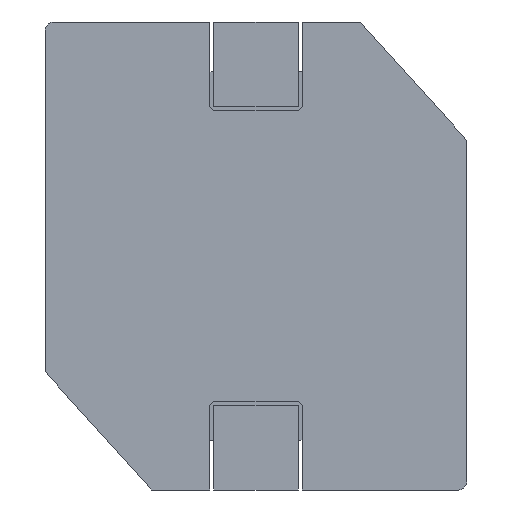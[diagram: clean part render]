
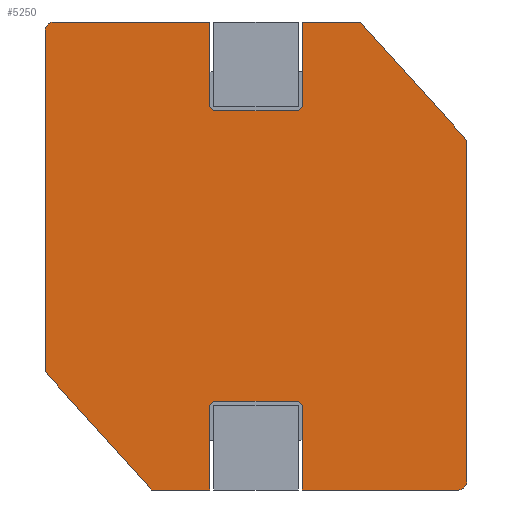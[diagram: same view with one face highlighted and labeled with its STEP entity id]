
A CAD part, front view. The second image highlights one B-rep face of the part: STEP entity #5250.
In plain terms, the highlighted planar face has unit normal (0, -1, 0).
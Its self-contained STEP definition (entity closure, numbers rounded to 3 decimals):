
#25=DIRECTION('',(0.669,0.,-0.743));
#26=VECTOR('',#25,1.161);
#27=CARTESIAN_POINT('',(2.476,0.,5.55));
#28=LINE('',#27,#26);
#29=DIRECTION('',(0.669,0.,-0.743));
#30=VECTOR('',#29,2.61);
#31=CARTESIAN_POINT('',(3.253,0.,4.687));
#32=LINE('',#31,#30);
#33=CARTESIAN_POINT('',(4.8,0.,-5.35));
#34=DIRECTION('',(0.,-1.,0.));
#35=DIRECTION('',(0.,0.,-1.));
#36=AXIS2_PLACEMENT_3D('',#33,#34,#35);
#38=DIRECTION('',(0.,0.,1.));
#39=VECTOR('',#38,2.);
#40=CARTESIAN_POINT('',(1.1,0.,-5.55));
#41=LINE('',#40,#39);
#42=DIRECTION('',(0.707,0.,-0.707));
#43=VECTOR('',#42,0.141);
#44=CARTESIAN_POINT('',(1.,0.,-3.45));
#45=LINE('',#44,#43);
#46=DIRECTION('',(1.,0.,0.));
#47=VECTOR('',#46,2.);
#48=CARTESIAN_POINT('',(-1.,0.,-3.45));
#49=LINE('',#48,#47);
#50=DIRECTION('',(0.707,0.,0.707));
#51=VECTOR('',#50,0.141);
#52=CARTESIAN_POINT('',(-1.1,0.,-3.55));
#53=LINE('',#52,#51);
#54=DIRECTION('',(0.,0.,1.));
#55=VECTOR('',#54,2.);
#56=CARTESIAN_POINT('',(-1.1,0.,-5.55));
#57=LINE('',#56,#55);
#58=DIRECTION('',(-0.669,0.,0.743));
#59=VECTOR('',#58,1.161);
#60=CARTESIAN_POINT('',(-2.476,0.,-5.55));
#61=LINE('',#60,#59);
#62=DIRECTION('',(-0.669,0.,0.743));
#63=VECTOR('',#62,2.61);
#64=CARTESIAN_POINT('',(-3.253,0.,-4.687));
#65=LINE('',#64,#63);
#66=CARTESIAN_POINT('',(-4.8,0.,5.35));
#67=DIRECTION('',(0.,-1.,0.));
#68=DIRECTION('',(0.,0.,1.));
#69=AXIS2_PLACEMENT_3D('',#66,#67,#68);
#71=DIRECTION('',(0.,0.,-1.));
#72=VECTOR('',#71,2.);
#73=CARTESIAN_POINT('',(-1.1,0.,5.55));
#74=LINE('',#73,#72);
#75=DIRECTION('',(-0.707,0.,0.707));
#76=VECTOR('',#75,0.141);
#77=CARTESIAN_POINT('',(-1.,0.,3.45));
#78=LINE('',#77,#76);
#79=DIRECTION('',(-1.,0.,0.));
#80=VECTOR('',#79,2.);
#81=CARTESIAN_POINT('',(1.,0.,3.45));
#82=LINE('',#81,#80);
#83=DIRECTION('',(-0.707,0.,-0.707));
#84=VECTOR('',#83,0.141);
#85=CARTESIAN_POINT('',(1.1,0.,3.55));
#86=LINE('',#85,#84);
#87=DIRECTION('',(0.,0.,-1.));
#88=VECTOR('',#87,2.);
#89=CARTESIAN_POINT('',(1.1,0.,5.55));
#90=LINE('',#89,#88);
#4772=DIRECTION('',(-1.,0.,0.));
#4773=VECTOR('',#4772,3.7);
#4774=CARTESIAN_POINT('',(-1.1,0.,5.55));
#4775=LINE('',#4774,#4773);
#4780=DIRECTION('',(-1.,0.,0.));
#4781=VECTOR('',#4780,1.376);
#4782=CARTESIAN_POINT('',(2.476,0.,5.55));
#4783=LINE('',#4782,#4781);
#4836=DIRECTION('',(0.,0.,-1.));
#4837=VECTOR('',#4836,8.098);
#4838=CARTESIAN_POINT('',(-5.,0.,5.35));
#4839=LINE('',#4838,#4837);
#4876=DIRECTION('',(1.,0.,0.));
#4877=VECTOR('',#4876,3.7);
#4878=CARTESIAN_POINT('',(1.1,0.,-5.55));
#4879=LINE('',#4878,#4877);
#4884=DIRECTION('',(1.,0.,0.));
#4885=VECTOR('',#4884,1.376);
#4886=CARTESIAN_POINT('',(-2.476,0.,-5.55));
#4887=LINE('',#4886,#4885);
#4952=DIRECTION('',(0.,0.,1.));
#4953=VECTOR('',#4952,8.098);
#4954=CARTESIAN_POINT('',(5.,0.,-5.35));
#4955=LINE('',#4954,#4953);
#4974=CARTESIAN_POINT('',(-3.253,0.,-4.687));
#4975=CARTESIAN_POINT('',(-5.,0.,-2.748));
#4976=VERTEX_POINT('',#4974);
#4977=VERTEX_POINT('',#4975);
#4978=CARTESIAN_POINT('',(3.253,0.,4.687));
#4979=CARTESIAN_POINT('',(5.,0.,2.748));
#4980=VERTEX_POINT('',#4978);
#4981=VERTEX_POINT('',#4979);
#4992=CARTESIAN_POINT('',(-4.8,0.,5.55));
#4993=CARTESIAN_POINT('',(-5.,0.,5.35));
#4994=VERTEX_POINT('',#4992);
#4995=VERTEX_POINT('',#4993);
#5000=CARTESIAN_POINT('',(4.8,0.,-5.55));
#5001=CARTESIAN_POINT('',(5.,0.,-5.35));
#5002=VERTEX_POINT('',#5000);
#5003=VERTEX_POINT('',#5001);
#5070=CARTESIAN_POINT('',(-2.476,0.,-5.55));
#5071=VERTEX_POINT('',#5070);
#5072=CARTESIAN_POINT('',(2.476,0.,5.55));
#5073=VERTEX_POINT('',#5072);
#5080=CARTESIAN_POINT('',(1.1,0.,5.55));
#5081=VERTEX_POINT('',#5080);
#5084=CARTESIAN_POINT('',(-1.1,0.,-5.55));
#5085=VERTEX_POINT('',#5084);
#5127=CARTESIAN_POINT('',(-1.1,0.,-3.55));
#5128=VERTEX_POINT('',#5127);
#5129=CARTESIAN_POINT('',(-1.,0.,-3.45));
#5130=VERTEX_POINT('',#5129);
#5131=CARTESIAN_POINT('',(1.,0.,-3.45));
#5132=VERTEX_POINT('',#5131);
#5133=CARTESIAN_POINT('',(1.1,0.,-3.55));
#5134=VERTEX_POINT('',#5133);
#5135=CARTESIAN_POINT('',(1.1,0.,-5.55));
#5136=VERTEX_POINT('',#5135);
#5137=CARTESIAN_POINT('',(1.1,0.,3.55));
#5138=VERTEX_POINT('',#5137);
#5139=CARTESIAN_POINT('',(1.,0.,3.45));
#5140=VERTEX_POINT('',#5139);
#5141=CARTESIAN_POINT('',(-1.,0.,3.45));
#5142=VERTEX_POINT('',#5141);
#5143=CARTESIAN_POINT('',(-1.1,0.,3.55));
#5144=VERTEX_POINT('',#5143);
#5145=CARTESIAN_POINT('',(-1.1,0.,5.55));
#5146=VERTEX_POINT('',#5145);
#5199=CARTESIAN_POINT('',(0.,0.,0.));
#5200=DIRECTION('',(0.,1.,0.));
#5201=DIRECTION('',(1.,0.,0.));
#5202=AXIS2_PLACEMENT_3D('',#5199,#5200,#5201);
#5203=PLANE('',#5202);
#5205=ORIENTED_EDGE('',*,*,#5204,.F.);
#5207=ORIENTED_EDGE('',*,*,#5206,.T.);
#5209=ORIENTED_EDGE('',*,*,#5208,.T.);
#5211=ORIENTED_EDGE('',*,*,#5210,.F.);
#5213=ORIENTED_EDGE('',*,*,#5212,.F.);
#5215=ORIENTED_EDGE('',*,*,#5214,.F.);
#5217=ORIENTED_EDGE('',*,*,#5216,.T.);
#5219=ORIENTED_EDGE('',*,*,#5218,.F.);
#5221=ORIENTED_EDGE('',*,*,#5220,.F.);
#5223=ORIENTED_EDGE('',*,*,#5222,.F.);
#5225=ORIENTED_EDGE('',*,*,#5224,.F.);
#5227=ORIENTED_EDGE('',*,*,#5226,.F.);
#5229=ORIENTED_EDGE('',*,*,#5228,.T.);
#5231=ORIENTED_EDGE('',*,*,#5230,.T.);
#5233=ORIENTED_EDGE('',*,*,#5232,.F.);
#5235=ORIENTED_EDGE('',*,*,#5234,.F.);
#5237=ORIENTED_EDGE('',*,*,#5236,.F.);
#5239=ORIENTED_EDGE('',*,*,#5238,.T.);
#5241=ORIENTED_EDGE('',*,*,#5240,.F.);
#5243=ORIENTED_EDGE('',*,*,#5242,.F.);
#5245=ORIENTED_EDGE('',*,*,#5244,.F.);
#5247=ORIENTED_EDGE('',*,*,#5246,.F.);
#5248=EDGE_LOOP('',(#5205,#5207,#5209,#5211,#5213,#5215,#5217,#5219,#5221,#5223,
#5225,#5227,#5229,#5231,#5233,#5235,#5237,#5239,#5241,#5243,#5245,#5247));
#5249=FACE_OUTER_BOUND('',#5248,.F.);
#37=CIRCLE('',#36,0.2);
#70=CIRCLE('',#69,0.2);
#5204=EDGE_CURVE('',#5073,#5081,#4783,.T.);
#5206=EDGE_CURVE('',#5073,#4980,#28,.T.);
#5208=EDGE_CURVE('',#4980,#4981,#32,.T.);
#5210=EDGE_CURVE('',#5003,#4981,#4955,.T.);
#5212=EDGE_CURVE('',#5002,#5003,#37,.T.);
#5214=EDGE_CURVE('',#5136,#5002,#4879,.T.);
#5216=EDGE_CURVE('',#5136,#5134,#41,.T.);
#5218=EDGE_CURVE('',#5132,#5134,#45,.T.);
#5220=EDGE_CURVE('',#5130,#5132,#49,.T.);
#5222=EDGE_CURVE('',#5128,#5130,#53,.T.);
#5224=EDGE_CURVE('',#5085,#5128,#57,.T.);
#5226=EDGE_CURVE('',#5071,#5085,#4887,.T.);
#5228=EDGE_CURVE('',#5071,#4976,#61,.T.);
#5230=EDGE_CURVE('',#4976,#4977,#65,.T.);
#5232=EDGE_CURVE('',#4995,#4977,#4839,.T.);
#5234=EDGE_CURVE('',#4994,#4995,#70,.T.);
#5236=EDGE_CURVE('',#5146,#4994,#4775,.T.);
#5238=EDGE_CURVE('',#5146,#5144,#74,.T.);
#5240=EDGE_CURVE('',#5142,#5144,#78,.T.);
#5242=EDGE_CURVE('',#5140,#5142,#82,.T.);
#5244=EDGE_CURVE('',#5138,#5140,#86,.T.);
#5246=EDGE_CURVE('',#5081,#5138,#90,.T.);
#5250=ADVANCED_FACE('',(#5249),#5203,.F.);
